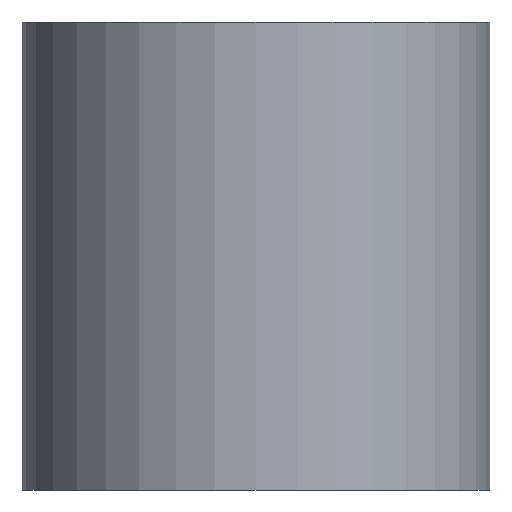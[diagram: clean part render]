
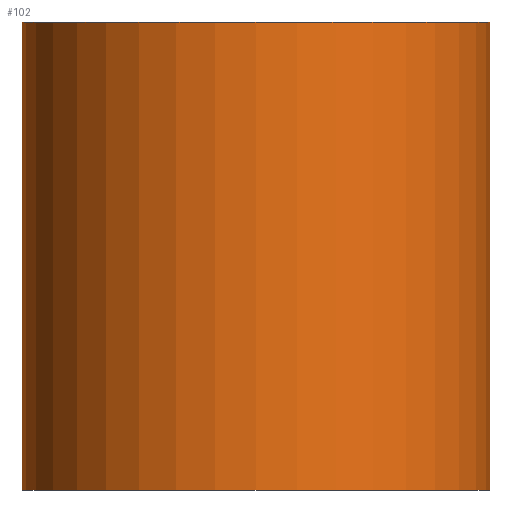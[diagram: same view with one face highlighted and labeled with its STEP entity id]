
A CAD part, left-side view. The second image highlights one B-rep face of the part: STEP entity #102.
In plain terms, the highlighted cylindrical face has radius 12.7 mm (diameter 25.4 mm), a partial arc.
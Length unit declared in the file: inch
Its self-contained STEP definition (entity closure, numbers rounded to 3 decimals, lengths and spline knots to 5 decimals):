
#14 = VERTEX_POINT ( 'NONE', #518 ) ;
#45 = EDGE_LOOP ( 'NONE', ( #309, #446, #172, #429 ) ) ;
#48 = CARTESIAN_POINT ( 'NONE',  ( -4.8275, 0.19613, 2.91416 ) ) ;
#61 = LINE ( 'NONE', #379, #270 ) ;
#102 = ADVANCED_FACE ( 'NONE', ( #597 ), #728, .T. ) ;
#110 = CARTESIAN_POINT ( 'NONE',  ( -4.8275, 0.19613, 1.91416 ) ) ;
#125 = DIRECTION ( 'NONE',  ( 0., 0., 1. ) ) ;
#136 = EDGE_CURVE ( 'NONE', #363, #344, #287, .T. ) ;
#172 = ORIENTED_EDGE ( 'NONE', *, *, #698, .T. ) ;
#173 = AXIS2_PLACEMENT_3D ( 'NONE', #110, #361, #295 ) ;
#208 = EDGE_CURVE ( 'NONE', #14, #344, #61, .T. ) ;
#231 = DIRECTION ( 'NONE',  ( 0., 0., -1. ) ) ;
#269 = CARTESIAN_POINT ( 'NONE',  ( -4.8275, -0.30387, 2.91416 ) ) ;
#270 = VECTOR ( 'NONE', #125, 39.37008 ) ;
#287 = CIRCLE ( 'NONE', #754, 0.5 ) ;
#288 = CIRCLE ( 'NONE', #703, 0.5 ) ;
#294 = LINE ( 'NONE', #546, #782 ) ;
#295 = DIRECTION ( 'NONE',  ( 0., -1., 0. ) ) ;
#298 = EDGE_CURVE ( 'NONE', #627, #14, #288, .T. ) ;
#309 = ORIENTED_EDGE ( 'NONE', *, *, #208, .F. ) ;
#344 = VERTEX_POINT ( 'NONE', #775 ) ;
#361 = DIRECTION ( 'NONE',  ( 0., 0., 1. ) ) ;
#363 = VERTEX_POINT ( 'NONE', #269 ) ;
#379 = CARTESIAN_POINT ( 'NONE',  ( -4.8275, 0.69613, 1.91416 ) ) ;
#429 = ORIENTED_EDGE ( 'NONE', *, *, #136, .T. ) ;
#446 = ORIENTED_EDGE ( 'NONE', *, *, #298, .F. ) ;
#460 = CARTESIAN_POINT ( 'NONE',  ( -4.8275, 0.19613, 1.91416 ) ) ;
#518 = CARTESIAN_POINT ( 'NONE',  ( -4.8275, 0.69613, 1.91416 ) ) ;
#522 = DIRECTION ( 'NONE',  ( 0., 1., 0. ) ) ;
#528 = DIRECTION ( 'NONE',  ( 0., 0., -1. ) ) ;
#546 = CARTESIAN_POINT ( 'NONE',  ( -4.8275, -0.30387, 1.91416 ) ) ;
#597 = FACE_OUTER_BOUND ( 'NONE', #45, .T. ) ;
#621 = CARTESIAN_POINT ( 'NONE',  ( -4.8275, -0.30387, 1.91416 ) ) ;
#627 = VERTEX_POINT ( 'NONE', #621 ) ;
#669 = DIRECTION ( 'NONE',  ( 0., 1., 0. ) ) ;
#698 = EDGE_CURVE ( 'NONE', #627, #363, #294, .T. ) ;
#703 = AXIS2_PLACEMENT_3D ( 'NONE', #460, #528, #522 ) ;
#728 = CYLINDRICAL_SURFACE ( 'NONE', #173, 0.5 ) ;
#736 = DIRECTION ( 'NONE',  ( 0., 0., 1. ) ) ;
#754 = AXIS2_PLACEMENT_3D ( 'NONE', #48, #231, #669 ) ;
#775 = CARTESIAN_POINT ( 'NONE',  ( -4.8275, 0.69613, 2.91416 ) ) ;
#782 = VECTOR ( 'NONE', #736, 39.37008 ) ;
